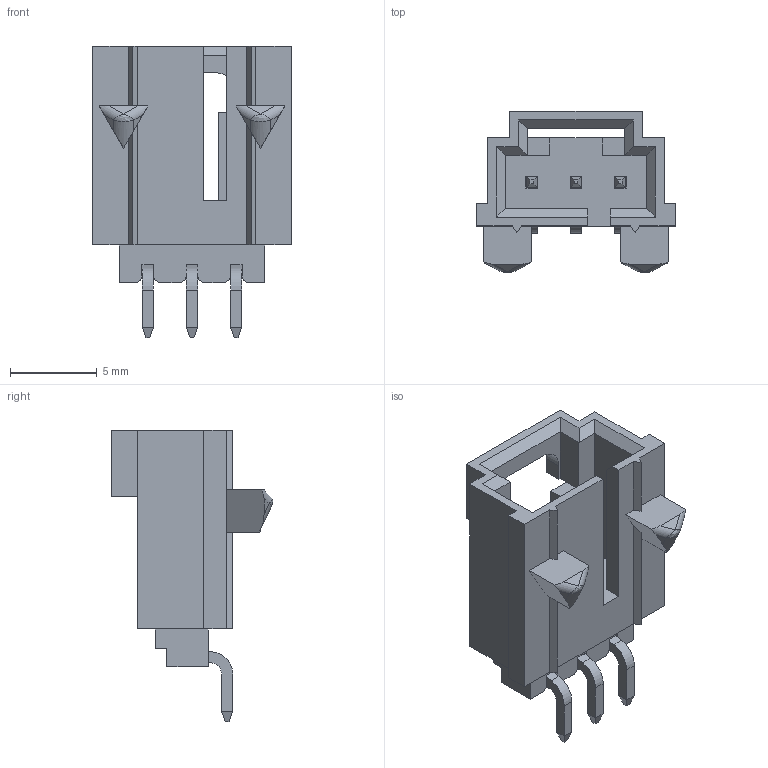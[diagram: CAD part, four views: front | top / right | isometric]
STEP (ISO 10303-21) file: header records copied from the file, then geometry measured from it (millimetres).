
FILE_DESCRIPTION(('STEP AP242'),'1');
FILE_NAME('0015912035.stp','2025-01-07T00:13:53',('TraceParts'),('TraceParts S.A.'),'Spatial InterOp 3D',' ',' ');
FILE_SCHEMA(('AP242_MANAGED_MODEL_BASED_3D_ENGINEERING_MIM_LF {1 0 10303 442 1 1 4}'));
Length unit declared in the file: millimetre
Products named in the file (1): 0015912035_1
Bounding box: 11.43 x 9.29 x 16.76 mm (x, y, z)
Volume: 431.8 mm3; surface area: 917.6 mm2
Topology: 4 solids, 4 shells, 181 faces, 509 edges, 352 vertices
Faces by surface type: plane 150, cylinder 29, bspline 2
Entity records: 5885 total; most frequent: CARTESIAN_POINT 1183, ORIENTED_EDGE 978, DIRECTION 913, EDGE_CURVE 489, LINE 441, VECTOR 441, VERTEX_POINT 312, AXIS2_PLACEMENT_3D 236
